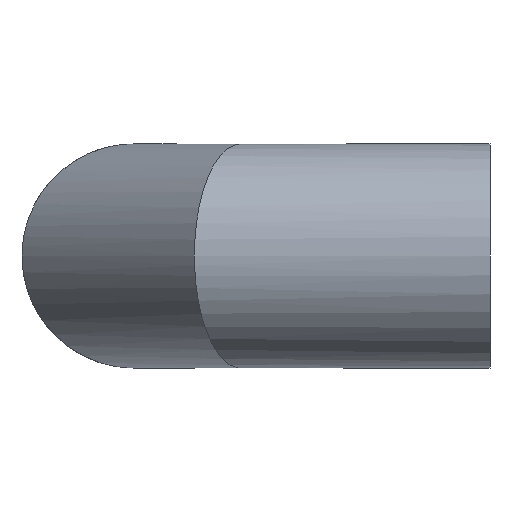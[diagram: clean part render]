
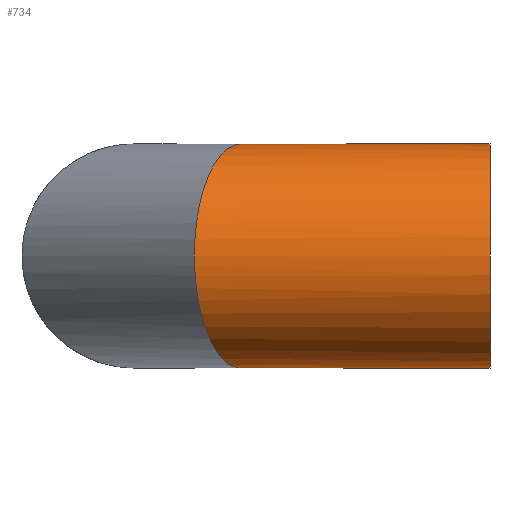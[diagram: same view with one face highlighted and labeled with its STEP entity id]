
A CAD part, left-side view. The second image highlights one B-rep face of the part: STEP entity #734.
In plain terms, the highlighted cylindrical face has radius 80.01 mm (diameter 160.02 mm), a full revolution.
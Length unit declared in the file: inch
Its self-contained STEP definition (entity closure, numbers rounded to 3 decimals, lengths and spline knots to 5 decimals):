
#89 = CARTESIAN_POINT ( 'NONE',  ( -3.15, 8.30477, -6.3 ) ) ;
#194 = ORIENTED_EDGE ( 'NONE', *, *, #1049, .T. ) ;
#390 = CIRCLE ( 'NONE', #1179, 3.15 ) ;
#399 = DIRECTION ( 'NONE',  ( 0., -1., 0. ) ) ;
#563 = CARTESIAN_POINT ( 'NONE',  ( 0., 15.90955, 0. ) ) ;
#573 = DIRECTION ( 'NONE',  ( 0., 0., -1. ) ) ;
#634 = EDGE_LOOP ( 'NONE', ( #1613 ) ) ;
#733 = CARTESIAN_POINT ( 'NONE',  ( 3.15, 5.69523, 6.3 ) ) ;
#734 = ADVANCED_FACE ( 'NONE', ( #1052, #2749 ), #1496, .T. ) ;
#764 = CARTESIAN_POINT ( 'NONE',  ( -3.15, 8.30477, 6.3 ) ) ;
#921 = DIRECTION ( 'NONE',  ( 0., 1., 0. ) ) ;
#934 = EDGE_LOOP ( 'NONE', ( #194 ) ) ;
#997 = CARTESIAN_POINT ( 'NONE',  ( 3.15, 5.69523, -6.3 ) ) ;
#1049 = EDGE_CURVE ( 'NONE', #1079, #1079, #390, .T. ) ;
#1052 = FACE_OUTER_BOUND ( 'NONE', #934, .T. ) ;
#1061 = AXIS2_PLACEMENT_3D ( 'NONE', #563, #399, #573 ) ;
#1079 = VERTEX_POINT ( 'NONE', #2608 ) ;
#1179 = AXIS2_PLACEMENT_3D ( 'NONE', #2423, #921, #1338 ) ;
#1338 = DIRECTION ( 'NONE',  ( 0., 0., 1. ) ) ;
#1496 = CYLINDRICAL_SURFACE ( 'NONE', #1061, 3.15 ) ;
#1586 = VERTEX_POINT ( 'NONE', #1729 ) ;
#1613 = ORIENTED_EDGE ( 'NONE', *, *, #1904, .F. ) ;
#1729 = CARTESIAN_POINT ( 'NONE',  ( 3.15, 5.69523, 0. ) ) ;
#1841 = CARTESIAN_POINT ( 'NONE',  ( 3.15, 5.69523, 0. ) ) ;
#1904 = EDGE_CURVE ( 'NONE', #1586, #1586, #2119, .T. ) ;
#2119 =( BOUNDED_CURVE ( )  B_SPLINE_CURVE ( 3, ( #1841, #997, #89, #2498, #764, #733, #2526 ),
 .UNSPECIFIED., .T., .T. ) 
 B_SPLINE_CURVE_WITH_KNOTS ( ( 4, 3, 4 ),
 ( 0., 3.14159, 6.28319 ),
 .UNSPECIFIED. ) 
 CURVE ( )  GEOMETRIC_REPRESENTATION_ITEM ( )  RATIONAL_B_SPLINE_CURVE ( ( 1., 0.333, 0.333, 1., 0.333, 0.333, 1. ) ) 
 REPRESENTATION_ITEM ( '' )  );
#2423 = CARTESIAN_POINT ( 'NONE',  ( 0., 0., 0. ) ) ;
#2498 = CARTESIAN_POINT ( 'NONE',  ( -3.15, 8.30477, 0. ) ) ;
#2526 = CARTESIAN_POINT ( 'NONE',  ( 3.15, 5.69523, 0. ) ) ;
#2608 = CARTESIAN_POINT ( 'NONE',  ( 0., 0., 3.15 ) ) ;
#2749 = FACE_OUTER_BOUND ( 'NONE', #634, .T. ) ;
